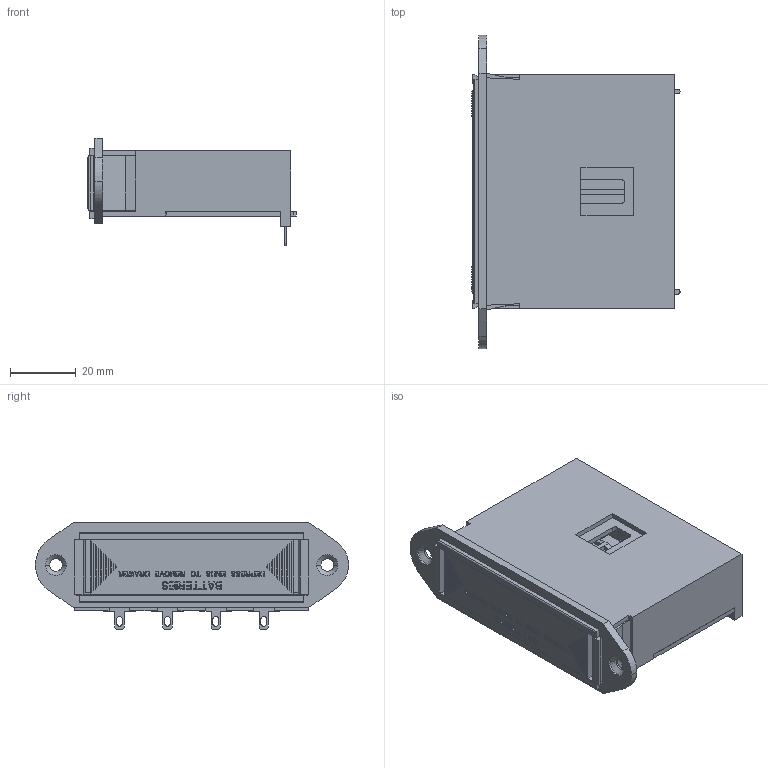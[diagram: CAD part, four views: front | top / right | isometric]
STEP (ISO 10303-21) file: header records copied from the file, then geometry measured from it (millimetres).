
FILE_DESCRIPTION(('STEP AP242'),'1');
FILE_NAME('bx0027.stp','2023-05-09T18:59:34',('TraceParts'),('TraceParts S.A.'),'Spatial InterOp 3D',' ',' ');
FILE_SCHEMA(('AP242_MANAGED_MODEL_BASED_3D_ENGINEERING_MIM_LF {1 0 10303 442 1 1 4}'));
Length unit declared in the file: millimetre
Products named in the file (1): bx0027_1
Bounding box: 63.35 x 95.25 x 32.62 mm (x, y, z)
Volume: 36576.9 mm3; surface area: 48193.9 mm2
Topology: 13 solids, 13 shells, 2274 faces, 6317 edges, 4166 vertices
Faces by surface type: plane 2120, cylinder 126, cone 16, extrusion 12
Entity records: 71468 total; most frequent: CARTESIAN_POINT 12886, ORIENTED_EDGE 12610, DIRECTION 11095, EDGE_CURVE 6305, VECTOR 6041, LINE 6029, VERTEX_POINT 4166, AXIS2_PLACEMENT_3D 2527
